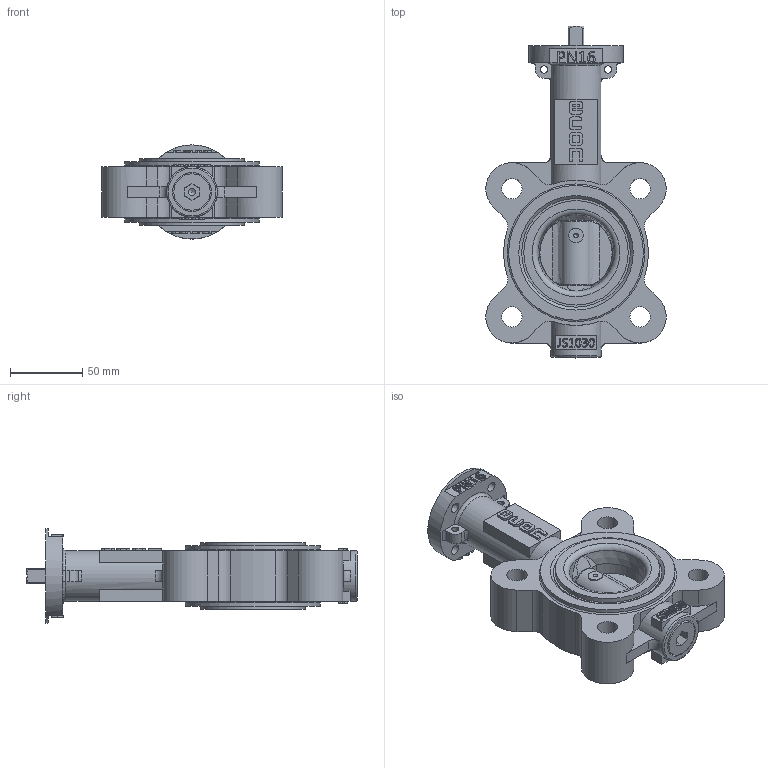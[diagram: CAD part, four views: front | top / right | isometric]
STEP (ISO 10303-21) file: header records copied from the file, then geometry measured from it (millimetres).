
FILE_DESCRIPTION(/* description */ (''),/* implementation_level */ '2;1');
FILE_NAME(/* name */ '6820-DN50-PN16.stp',/* time_stamp */ '2017-05-11T11:46:40+02:00',/* author */ ('nils.martens'),/* organization */ (''),/* preprocessor_version */ 'ST-DEVELOPER v16.5',/* originating_system */ 'Autodesk Inventor 2017',/* authorisation */ '');
FILE_SCHEMA (('AUTOMOTIVE_DESIGN { 1 0 10303 214 3 1 1 }'));
Length unit declared in the file: millimetre
Products named in the file (1): 6820-DN50
Bounding box: 124.25 x 229 x 65 mm (x, y, z)
Volume: 532036.9 mm3; surface area: 84614.1 mm2
Topology: 1 solids, 5 shells, 608 faces, 1581 edges, 1028 vertices
Faces by surface type: plane 292, bspline 164, cylinder 106, cone 23, torus 23
Full cylindrical faces by diameter (mm): 5 x3, 7 x4, 11.4 x1, 13.4 x1, 14 x8, 15 x1, 25 x1, 27 x1, 35 x2, 65 x1, 72 x2, 75 x2, 93 x2
Entity records: 28475 total; most frequent: CARTESIAN_POINT 14204, ORIENTED_EDGE 3044, DIRECTION 2297, EDGE_CURVE 1520, VERTEX_POINT 1011, LINE 813, VECTOR 813, AXIS2_PLACEMENT_3D 742
